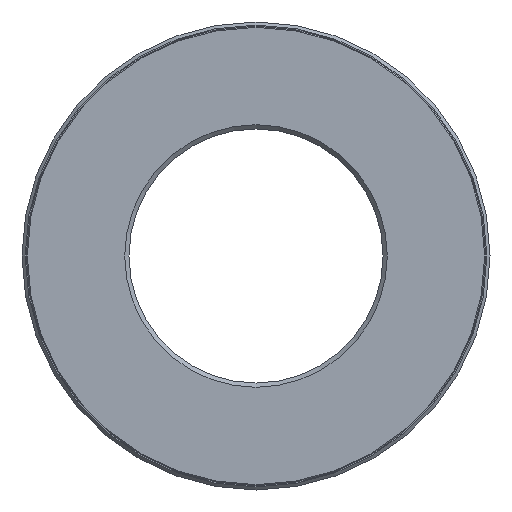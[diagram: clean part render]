
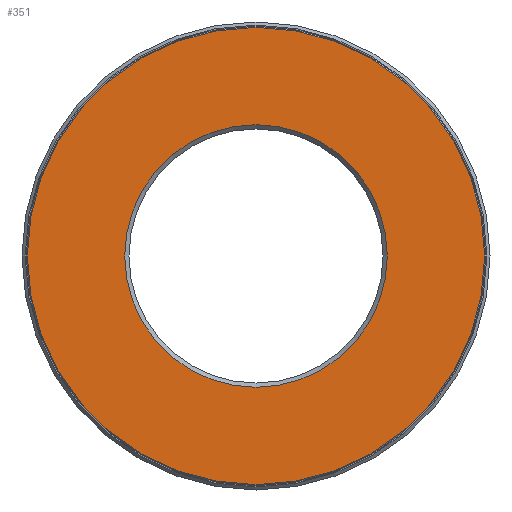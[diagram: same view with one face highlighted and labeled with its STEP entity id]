
A CAD part, front view. The second image highlights one B-rep face of the part: STEP entity #351.
In plain terms, the highlighted planar face has unit normal (0, -1, 0).
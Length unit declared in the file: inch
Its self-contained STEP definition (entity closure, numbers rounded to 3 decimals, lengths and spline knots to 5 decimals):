
#8 = VERTEX_POINT ( 'NONE', #598 ) ;
#9 = CIRCLE ( 'NONE', #593, 0.61375 ) ;
#11 = AXIS2_PLACEMENT_3D ( 'NONE', #75, #115, #419 ) ;
#47 = EDGE_CURVE ( 'NONE', #8, #8, #370, .T. ) ;
#54 = CARTESIAN_POINT ( 'NONE',  ( 0., 0., 0.61375 ) ) ;
#75 = CARTESIAN_POINT ( 'NONE',  ( 0., 0., 0. ) ) ;
#115 = DIRECTION ( 'NONE',  ( 0., 1., 0. ) ) ;
#154 = EDGE_LOOP ( 'NONE', ( #438 ) ) ;
#182 = ORIENTED_EDGE ( 'NONE', *, *, #47, .F. ) ;
#214 = CARTESIAN_POINT ( 'NONE',  ( 0., 0., 0. ) ) ;
#260 = PLANE ( 'NONE',  #11 ) ;
#321 = DIRECTION ( 'NONE',  ( 0., 1., 0. ) ) ;
#325 = VERTEX_POINT ( 'NONE', #54 ) ;
#351 = ADVANCED_FACE ( 'NONE', ( #375, #547 ), #260, .F. ) ;
#364 = DIRECTION ( 'NONE',  ( 0., 0., 1. ) ) ;
#370 = CIRCLE ( 'NONE', #550, 1.06875 ) ;
#375 = FACE_OUTER_BOUND ( 'NONE', #516, .T. ) ;
#388 = DIRECTION ( 'NONE',  ( 0., 0., 1. ) ) ;
#419 = DIRECTION ( 'NONE',  ( 0., 0., 1. ) ) ;
#438 = ORIENTED_EDGE ( 'NONE', *, *, #439, .T. ) ;
#439 = EDGE_CURVE ( 'NONE', #325, #325, #9, .T. ) ;
#516 = EDGE_LOOP ( 'NONE', ( #182 ) ) ;
#547 = FACE_BOUND ( 'NONE', #154, .T. ) ;
#550 = AXIS2_PLACEMENT_3D ( 'NONE', #600, #605, #388 ) ;
#593 = AXIS2_PLACEMENT_3D ( 'NONE', #214, #321, #364 ) ;
#598 = CARTESIAN_POINT ( 'NONE',  ( 0., 0., 1.06875 ) ) ;
#600 = CARTESIAN_POINT ( 'NONE',  ( 0., 0., 0. ) ) ;
#605 = DIRECTION ( 'NONE',  ( 0., 1., 0. ) ) ;
